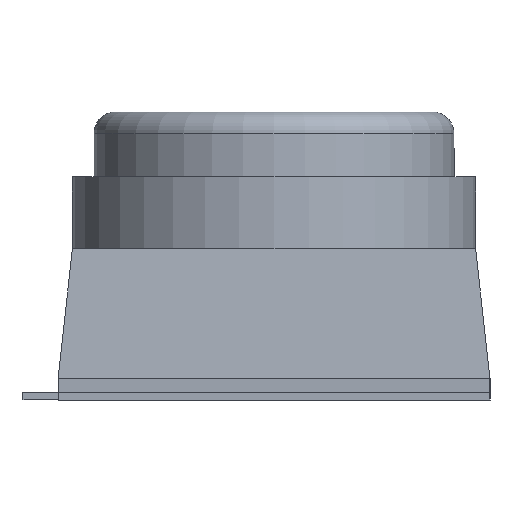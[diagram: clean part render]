
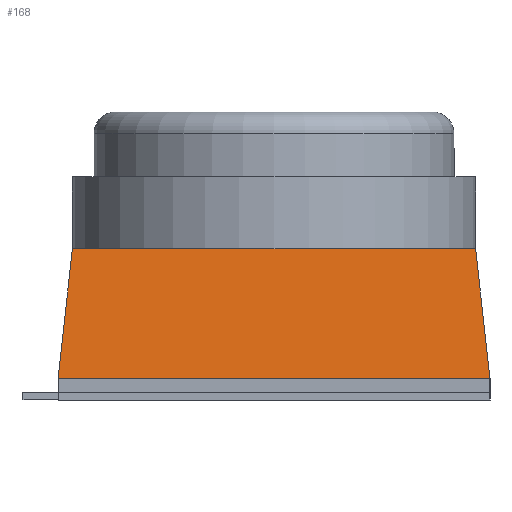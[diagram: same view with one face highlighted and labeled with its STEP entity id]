
A CAD part, left-side view. The second image highlights one B-rep face of the part: STEP entity #168.
In plain terms, the highlighted planar face has unit normal (-0.994, 0, 0.11).
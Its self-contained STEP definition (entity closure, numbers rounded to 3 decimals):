
#168=ADVANCED_FACE('',(#276),#228,.T.);
#228=PLANE('',#905);
#276=FACE_OUTER_BOUND('',#320,.T.);
#320=EDGE_LOOP('',(#441,#442,#443,#444,#445));
#441=ORIENTED_EDGE('',*,*,#679,.T.);
#442=ORIENTED_EDGE('',*,*,#664,.F.);
#443=ORIENTED_EDGE('',*,*,#680,.F.);
#444=ORIENTED_EDGE('',*,*,#655,.F.);
#445=ORIENTED_EDGE('',*,*,#677,.F.);
#584=VERTEX_POINT('',#1245);
#586=VERTEX_POINT('',#1248);
#591=VERTEX_POINT('',#1264);
#593=VERTEX_POINT('',#1267);
#599=VERTEX_POINT('',#1289);
#655=EDGE_CURVE('',#584,#586,#752,.T.);
#664=EDGE_CURVE('',#591,#593,#759,.T.);
#677=EDGE_CURVE('',#599,#584,#771,.T.);
#679=EDGE_CURVE('',#599,#593,#773,.T.);
#680=EDGE_CURVE('',#586,#591,#774,.T.);
#752=LINE('',#1247,#824);
#759=LINE('',#1266,#831);
#771=LINE('',#1290,#843);
#773=LINE('',#1294,#845);
#774=LINE('',#1296,#846);
#824=VECTOR('',#999,1.);
#831=VECTOR('',#1016,1.);
#843=VECTOR('',#1038,1.);
#845=VECTOR('',#1044,1.);
#846=VECTOR('',#1047,1.);
#905=AXIS2_PLACEMENT_3D('',#1297,#1048,#1049);
#999=DIRECTION('',(0.,-1.,0.));
#1016=DIRECTION('',(0.,1.,0.));
#1038=DIRECTION('',(0.,-1.,0.));
#1044=DIRECTION('',(-0.11,0.11,-0.988));
#1047=DIRECTION('',(-0.11,-0.11,-0.988));
#1048=DIRECTION('',(-0.994,0.,0.11));
#1049=DIRECTION('',(0.,1.,0.));
#1245=CARTESIAN_POINT('',(-6.05,0.,2.1));
#1247=CARTESIAN_POINT('',(-6.05,-3.,2.1));
#1248=CARTESIAN_POINT('',(-6.05,-2.8,2.1));
#1264=CARTESIAN_POINT('',(-6.25,-3.,0.3));
#1266=CARTESIAN_POINT('',(-6.25,3.,0.3));
#1267=CARTESIAN_POINT('',(-6.25,3.,0.3));
#1289=CARTESIAN_POINT('',(-6.05,2.8,2.1));
#1290=CARTESIAN_POINT('',(-6.05,-3.,2.1));
#1294=CARTESIAN_POINT('',(-5.977,2.727,2.756));
#1296=CARTESIAN_POINT('',(-6.016,-2.766,2.404));
#1297=CARTESIAN_POINT('',(-6.05,0.,2.1));
